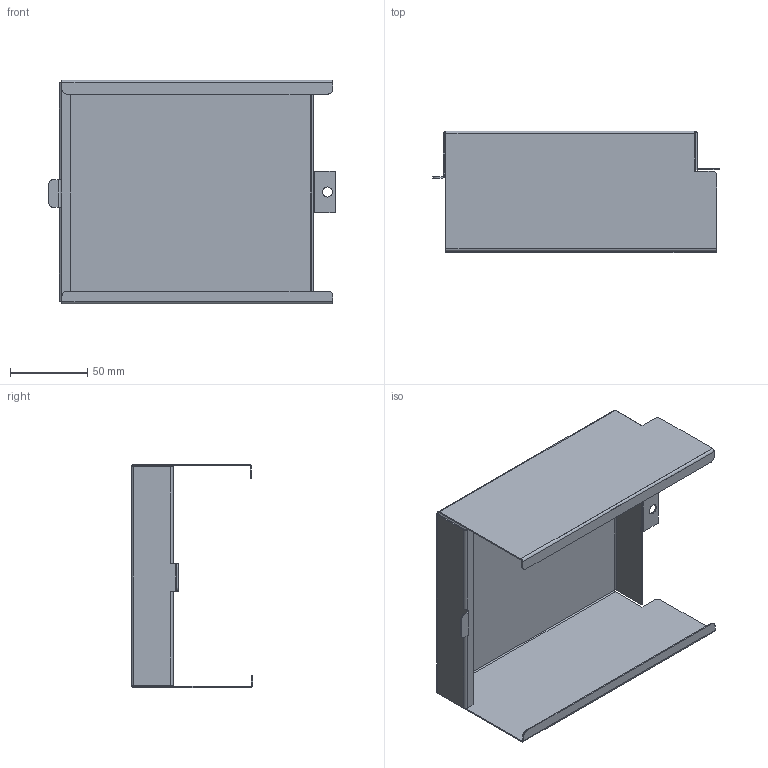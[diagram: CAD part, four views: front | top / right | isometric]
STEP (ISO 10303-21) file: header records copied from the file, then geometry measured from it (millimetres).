
FILE_DESCRIPTION (( 'STEP AP214' ), '1' );
FILE_NAME ('haube_fuer_mds_439_e.STEP', '2008-09-30T12:38:43', ( 'Uwe Förster' ), ( 'Siemens and Partners' ), 'SwSTEP 2.0', 'SolidWorks 2008', '' );
FILE_SCHEMA (( 'AUTOMOTIVE_DESIGN' ));
Length unit declared in the file: millimetre
Products named in the file (1): haube_fuer_mds_439_e
Bounding box: 185.1 x 78.5 x 144.4 mm (x, y, z)
Volume: 48508.5 mm3; surface area: 122200.8 mm2
Topology: 1 solids, 1 shells, 71 faces, 188 edges, 120 vertices
Faces by surface type: plane 43, cylinder 28
Entity records: 3000 total; most frequent: DIRECTION 390, CARTESIAN_POINT 380, ORIENTED_EDGE 376, EDGE_CURVE 188, AXIS2_PLACEMENT_3D 130, VECTOR 130, LINE 130, VERTEX_POINT 120
